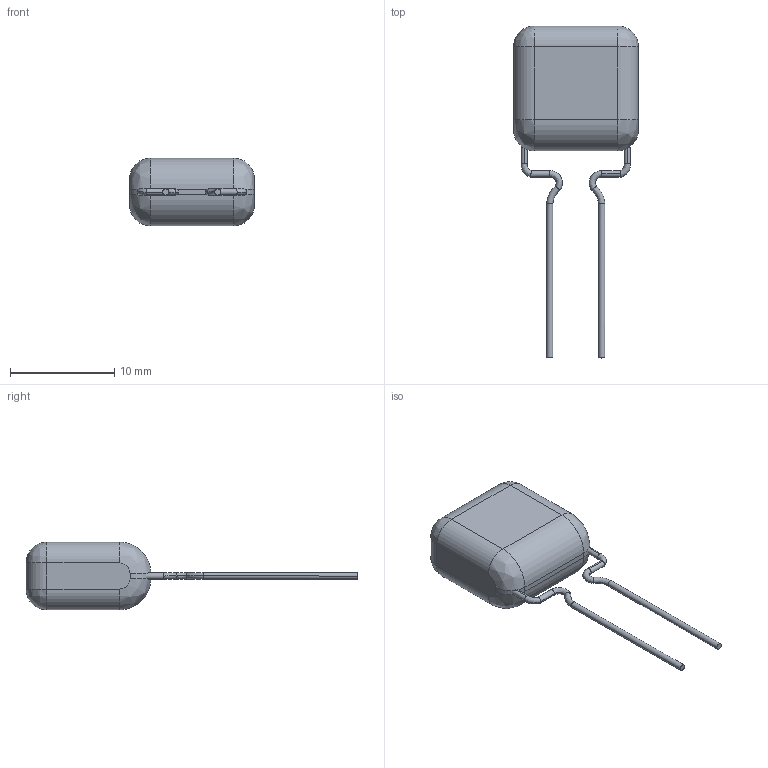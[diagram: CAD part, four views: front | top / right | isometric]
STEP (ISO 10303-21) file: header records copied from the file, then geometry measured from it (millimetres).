
FILE_DESCRIPTION (( 'STEP AP214' ), '1' );
FILE_NAME ('User Library-RAD CAP 12MM.STEP', '2019-08-31T19:13:23', ( '' ), ( '' ), 'SwSTEP 2.0', 'SolidWorks 2019', '' );
FILE_SCHEMA (( 'AUTOMOTIVE_DESIGN' ));
Length unit declared in the file: millimetre
Products named in the file (4): User Library-RAD CAP 12MM; 3_1; 2_1; 1_1
Assembly tree (3 placements, depth 2):
  User Library-RAD CAP 12MM
    1_1
    2_1
    3_1
Bounding box: 12 x 31.92 x 6.5 mm (x, y, z)
Volume: 831.4 mm3; surface area: 569.9 mm2
Topology: 3 solids, 3 shells, 54 faces, 132 edges, 80 vertices
Faces by surface type: cylinder 24, bspline 20, plane 10
Entity records: 5253 total; most frequent: CARTESIAN_POINT 3416, ORIENTED_EDGE 256, DIRECTION 188, EDGE_CURVE 128, VERTEX_POINT 80, AXIS2_PLACEMENT_3D 76, UNCERTAINTY_MEASURE_WITH_UNIT 64, PRESENTATION_STYLE_ASSIGNMENT 60
